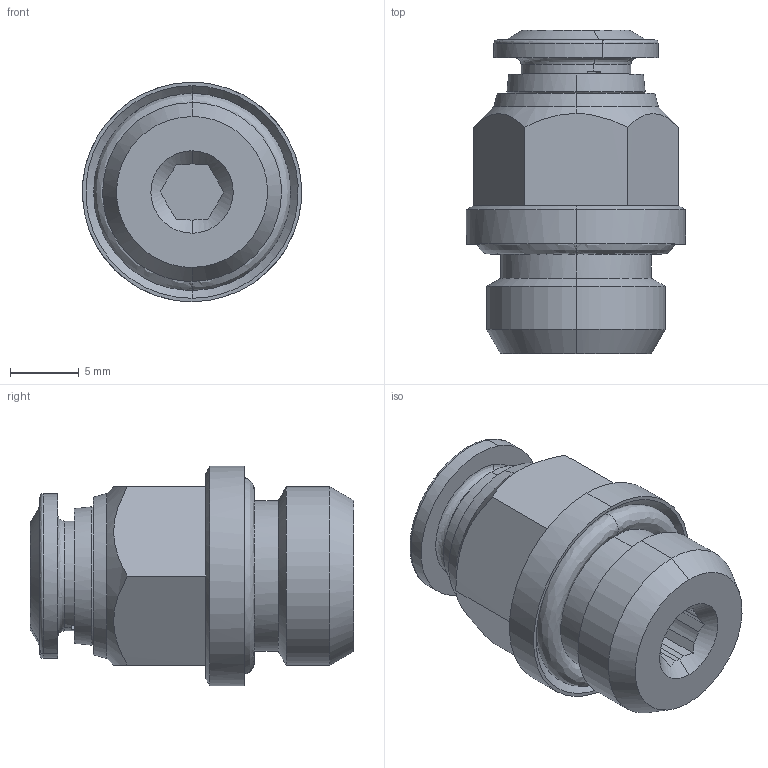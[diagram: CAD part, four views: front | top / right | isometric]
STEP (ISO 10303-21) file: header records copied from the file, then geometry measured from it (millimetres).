
FILE_DESCRIPTION (( 'STEP AP214' ), '1' );
FILE_NAME ('PC06-G02_ME.STEP', '2018-09-03T13:20:52', ( '' ), ( '' ), 'SwSTEP 2.0', 'SolidWorks 2018', '' );
FILE_SCHEMA (( 'AUTOMOTIVE_DESIGN' ));
Length unit declared in the file: millimetre
Products named in the file (1): PC06-G02_ME
Bounding box: 15.98 x 23.6 x 16 mm (x, y, z)
Volume: 2797.2 mm3; surface area: 1769.6 mm2
Topology: 1 solids, 1 shells, 94 faces, 220 edges, 133 vertices
Faces by surface type: bspline 94
Entity records: 3881 total; most frequent: CARTESIAN_POINT 2528, ORIENTED_EDGE 440, EDGE_CURVE 220, B_SPLINE_CURVE_WITH_KNOTS 158, VERTEX_POINT 133, EDGE_LOOP 103, FACE_OUTER_BOUND 94, ADVANCED_FACE 94
